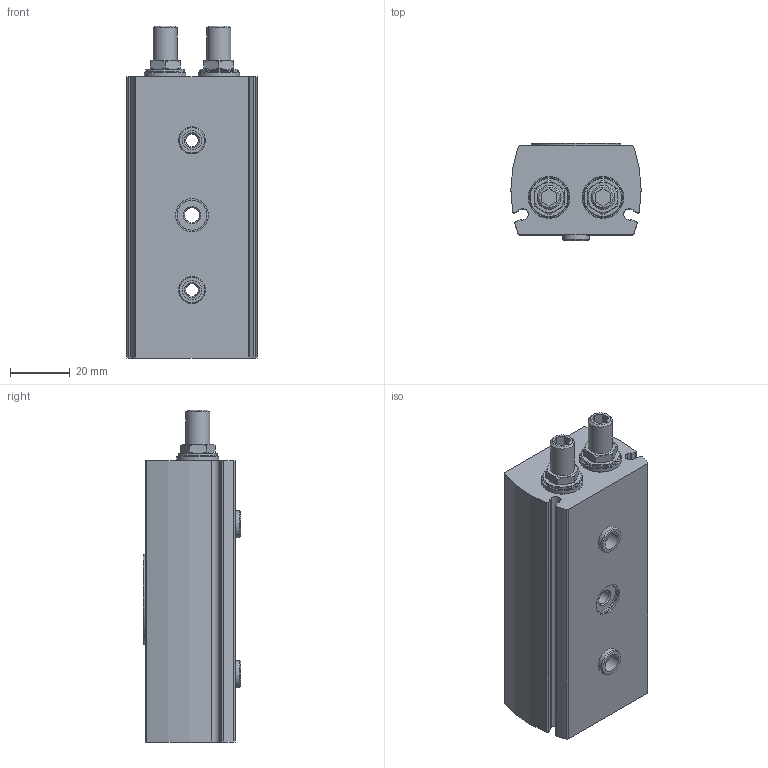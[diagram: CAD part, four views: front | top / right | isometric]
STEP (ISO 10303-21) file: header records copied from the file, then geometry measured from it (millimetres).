
FILE_DESCRIPTION(/* description */ ('STEP AP214'),/* implementation_level */ '2;1');
FILE_NAME(/* name */ '2282067_DRRD-12-180-FH-PA',/* time_stamp */ '2024-08-21T02:18:43+02:00',/* author */ ('License CC BY-ND 4.0'),/* organization */ ('CADENAS'),/* preprocessor_version */ 'ST-DEVELOPER v19.3',/* originating_system */ 'PARTsolutions',/* authorisation */ ' ');
FILE_SCHEMA (('AUTOMOTIVE_DESIGN {1 0 10303 214 3 1 1}'));
Length unit declared in the file: millimetre
Products named in the file (4): 2282067 DRRD-12-180-FH-PA---(0); 574398 DRRD-12---P--_t; 2282073 DRRD-12_w; 150927 ZBH-9
Assembly tree (4 placements, depth 2):
  2282067 DRRD-12-180-FH-PA---(0)
    574398 DRRD-12---P--_t
    2282073 DRRD-12_w
    150927 ZBH-9  x2
Bounding box: 43.5 x 32.65 x 110.9 mm (x, y, z)
Volume: 113115.9 mm3; surface area: 26394.2 mm2
Topology: 4 solids, 4 shells, 262 faces, 589 edges, 373 vertices
Faces by surface type: plane 105, cone 80, cylinder 77
Full cylindrical faces by diameter (mm): 2.1 x4, 2.459 x6, 3.242 x4, 4.134 x4, 5 x5, 6.4 x2, 7 x5, 8 x4, 9 x6, 10 x2, 11 x1, 12 x2, 13 x2, 13.9 x2, 30 x2
Entity records: 6554 total; most frequent: CARTESIAN_POINT 1193, DIRECTION 1134, ORIENTED_EDGE 880, AXIS2_PLACEMENT_3D 481, EDGE_CURVE 440, FACE_BOUND 424, EDGE_LOOP 408, VERTEX_POINT 348
